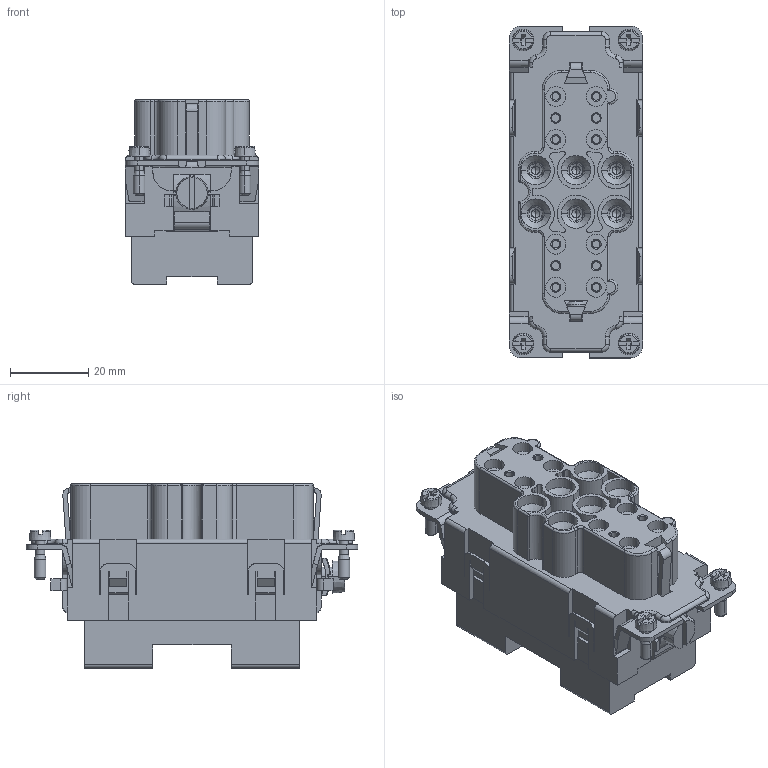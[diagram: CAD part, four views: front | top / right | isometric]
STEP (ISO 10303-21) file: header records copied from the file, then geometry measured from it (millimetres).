
FILE_DESCRIPTION(('CATIA V5 STEP','CAx-IF Rec.Pracs.--- Model Styling and Organization---1.2---2011-12-15'),'2;1');
FILE_NAME ('13473348_2', '2018-08-23T11:25:26+00:00', ('none'), ('Weidmueller'), 'CATIA Version 5-6 Release 2014 SP4 HF52', 'CATIA V5 STEP AP214', 'none');
FILE_SCHEMA(('AUTOMOTIVE_DESIGN { 1 0 10303 214 1 1 1 1 }'));
Products named in the file (1): 1790010000
Bounding box: 34 x 84.7 x 47.15 mm (x, y, z)
Volume: 52837.7 mm3; surface area: 69660.3 mm2
Topology: 6 solids, 14 shells, 4991 faces, 14207 edges, 9064 vertices
Faces by surface type: plane 3140, cylinder 1116, cone 442, torus 155, sphere 132, bspline 6
Entity records: 161201 total; most frequent: CARTESIAN_POINT 39089, ORIENTED_EDGE 28218, DIRECTION 20529, EDGE_CURVE 14109, VECTOR 9733, LINE 9733, VERTEX_POINT 9064, AXIS2_PLACEMENT_3D 6823
